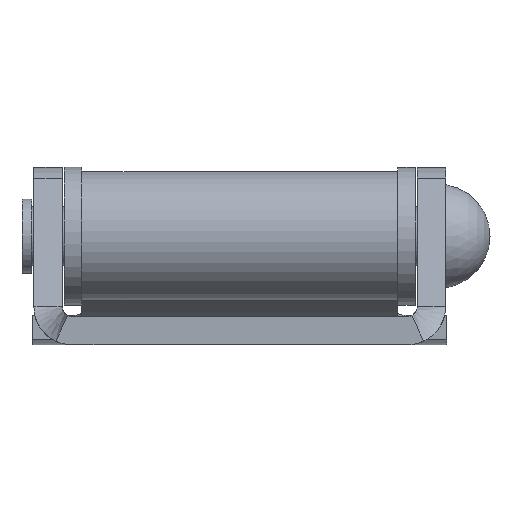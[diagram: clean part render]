
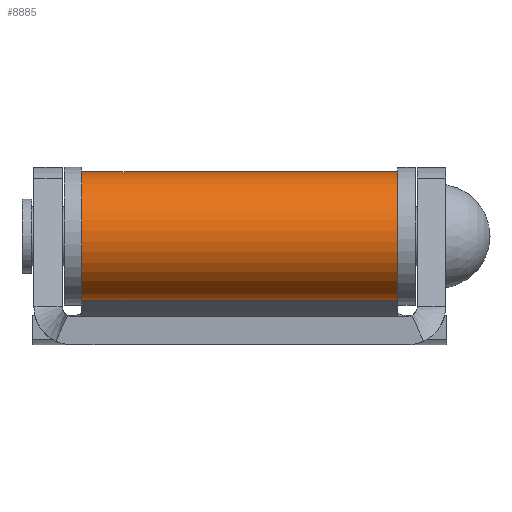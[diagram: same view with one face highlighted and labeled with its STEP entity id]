
A CAD part, left-side view. The second image highlights one B-rep face of the part: STEP entity #8885.
In plain terms, the highlighted cylindrical face has radius 10.351 mm (diameter 20.701 mm), a partial arc.
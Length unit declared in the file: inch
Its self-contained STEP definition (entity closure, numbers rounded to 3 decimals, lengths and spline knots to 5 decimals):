
#933=FACE_OUTER_BOUND('',#1432,.T.);
#1432=EDGE_LOOP('',(#6358,#6359,#6360,#6361));
#1958=LINE('',#11835,#2897);
#2001=LINE('',#12317,#2940);
#2897=VECTOR('',#9967,0.3937);
#2940=VECTOR('',#10166,0.3937);
#3834=CIRCLE('',#9471,0.4075);
#3839=CIRCLE('',#9479,0.4075);
#3934=VERTEX_POINT('',#11832);
#3935=VERTEX_POINT('',#11834);
#3941=VERTEX_POINT('',#11867);
#3954=VERTEX_POINT('',#11918);
#4826=EDGE_CURVE('',#3934,#3935,#1958,.T.);
#4834=EDGE_CURVE('',#3934,#3941,#3834,.T.);
#4850=EDGE_CURVE('',#3954,#3935,#3839,.T.);
#4928=EDGE_CURVE('',#3941,#3954,#2001,.T.);
#6358=ORIENTED_EDGE('',*,*,#4850,.T.);
#6359=ORIENTED_EDGE('',*,*,#4826,.F.);
#6360=ORIENTED_EDGE('',*,*,#4834,.T.);
#6361=ORIENTED_EDGE('',*,*,#4928,.T.);
#8821=CYLINDRICAL_SURFACE('',#9547,0.4075);
#8885=ADVANCED_FACE('',(#933),#8821,.T.);
#9471=AXIS2_PLACEMENT_3D('',#11869,#9978,#9979);
#9479=AXIS2_PLACEMENT_3D('',#11919,#10003,#10004);
#9547=AXIS2_PLACEMENT_3D('',#12322,#10171,#10172);
#9967=DIRECTION('',(0.,1.,0.));
#9978=DIRECTION('center_axis',(0.,1.,0.));
#9979=DIRECTION('ref_axis',(0.525,0.,-0.851));
#10003=DIRECTION('center_axis',(0.,-1.,0.));
#10004=DIRECTION('ref_axis',(0.525,0.,-0.851));
#10166=DIRECTION('',(0.,1.,0.));
#10171=DIRECTION('center_axis',(0.,1.,0.));
#10172=DIRECTION('ref_axis',(-0.942,0.,0.335));
#11832=CARTESIAN_POINT('',(0.21389,-1.,0.34115));
#11834=CARTESIAN_POINT('',(0.21389,1.,0.34115));
#11835=CARTESIAN_POINT('',(0.21389,0.,0.34115));
#11867=CARTESIAN_POINT('',(0.38497,-1.,0.82161));
#11869=CARTESIAN_POINT('Origin',(0.,-1.,0.688));
#11918=CARTESIAN_POINT('',(0.38497,1.,0.82161));
#11919=CARTESIAN_POINT('Origin',(0.,1.,0.688));
#12317=CARTESIAN_POINT('',(0.38497,0.,0.82161));
#12322=CARTESIAN_POINT('Origin',(0.,0.,0.688));
